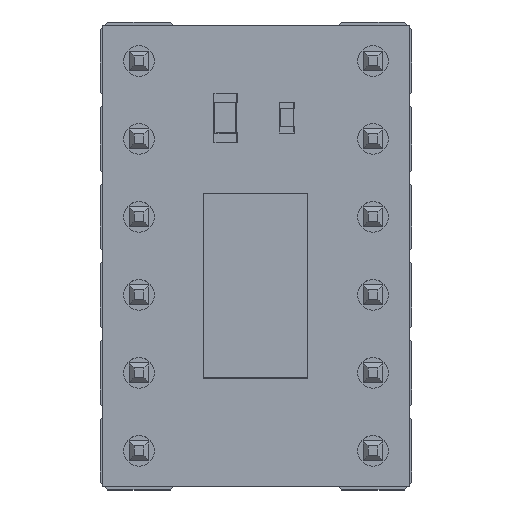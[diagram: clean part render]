
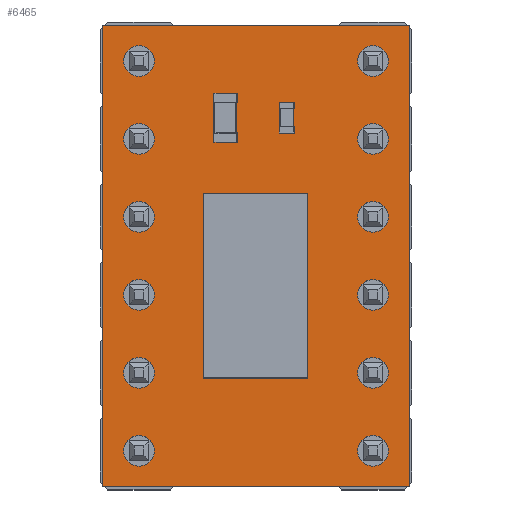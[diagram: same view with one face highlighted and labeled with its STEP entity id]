
A CAD part, top view. The second image highlights one B-rep face of the part: STEP entity #6465.
In plain terms, the highlighted planar face has unit normal (0, 0, 1).
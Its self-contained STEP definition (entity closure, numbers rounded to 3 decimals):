
#6221 = VERTEX_POINT('',#6222);
#6222 = CARTESIAN_POINT('',(155.,-107.5,1.6));
#6228 = EDGE_CURVE('',#6221,#6229,#6231,.T.);
#6229 = VERTEX_POINT('',#6230);
#6230 = CARTESIAN_POINT('',(145.,-107.5,1.6));
#6231 = LINE('',#6232,#6233);
#6232 = CARTESIAN_POINT('',(155.,-107.5,1.6));
#6233 = VECTOR('',#6234,1.);
#6234 = DIRECTION('',(-1.,0.,0.));
#6261 = VERTEX_POINT('',#6262);
#6262 = CARTESIAN_POINT('',(155.,-92.5,1.6));
#6268 = EDGE_CURVE('',#6261,#6221,#6269,.T.);
#6269 = LINE('',#6270,#6271);
#6270 = CARTESIAN_POINT('',(155.,-92.5,1.6));
#6271 = VECTOR('',#6272,1.);
#6272 = DIRECTION('',(0.,-1.,0.));
#6290 = EDGE_CURVE('',#6229,#6291,#6293,.T.);
#6291 = VERTEX_POINT('',#6292);
#6292 = CARTESIAN_POINT('',(145.,-92.5,1.6));
#6293 = LINE('',#6294,#6295);
#6294 = CARTESIAN_POINT('',(145.,-107.5,1.6));
#6295 = VECTOR('',#6296,1.);
#6296 = DIRECTION('',(0.,1.,0.));
#6465 = ADVANCED_FACE('',(#6466,#6477,#6488,#6499,#6510,#6521,#6532,
    #6543,#6554,#6565,#6576,#6587,#6598),#6609,.T.);
#6466 = FACE_BOUND('',#6467,.T.);
#6467 = EDGE_LOOP('',(#6468,#6469,#6470,#6476));
#6468 = ORIENTED_EDGE('',*,*,#6228,.F.);
#6469 = ORIENTED_EDGE('',*,*,#6268,.F.);
#6470 = ORIENTED_EDGE('',*,*,#6471,.F.);
#6471 = EDGE_CURVE('',#6291,#6261,#6472,.T.);
#6472 = LINE('',#6473,#6474);
#6473 = CARTESIAN_POINT('',(145.,-92.5,1.6));
#6474 = VECTOR('',#6475,1.);
#6475 = DIRECTION('',(1.,0.,0.));
#6476 = ORIENTED_EDGE('',*,*,#6290,.F.);
#6477 = FACE_BOUND('',#6478,.T.);
#6478 = EDGE_LOOP('',(#6479));
#6479 = ORIENTED_EDGE('',*,*,#6480,.T.);
#6480 = EDGE_CURVE('',#6481,#6481,#6483,.T.);
#6481 = VERTEX_POINT('',#6482);
#6482 = CARTESIAN_POINT('',(146.19,-106.85,1.6));
#6483 = CIRCLE('',#6484,0.5);
#6484 = AXIS2_PLACEMENT_3D('',#6485,#6486,#6487);
#6485 = CARTESIAN_POINT('',(146.19,-106.35,1.6));
#6486 = DIRECTION('',(-0.,0.,-1.));
#6487 = DIRECTION('',(-0.,-1.,0.));
#6488 = FACE_BOUND('',#6489,.T.);
#6489 = EDGE_LOOP('',(#6490));
#6490 = ORIENTED_EDGE('',*,*,#6491,.T.);
#6491 = EDGE_CURVE('',#6492,#6492,#6494,.T.);
#6492 = VERTEX_POINT('',#6493);
#6493 = CARTESIAN_POINT('',(146.19,-104.31,1.6));
#6494 = CIRCLE('',#6495,0.5);
#6495 = AXIS2_PLACEMENT_3D('',#6496,#6497,#6498);
#6496 = CARTESIAN_POINT('',(146.19,-103.81,1.6));
#6497 = DIRECTION('',(-0.,0.,-1.));
#6498 = DIRECTION('',(-0.,-1.,0.));
#6499 = FACE_BOUND('',#6500,.T.);
#6500 = EDGE_LOOP('',(#6501));
#6501 = ORIENTED_EDGE('',*,*,#6502,.T.);
#6502 = EDGE_CURVE('',#6503,#6503,#6505,.T.);
#6503 = VERTEX_POINT('',#6504);
#6504 = CARTESIAN_POINT('',(146.19,-101.77,1.6));
#6505 = CIRCLE('',#6506,0.5);
#6506 = AXIS2_PLACEMENT_3D('',#6507,#6508,#6509);
#6507 = CARTESIAN_POINT('',(146.19,-101.27,1.6));
#6508 = DIRECTION('',(-0.,0.,-1.));
#6509 = DIRECTION('',(-0.,-1.,0.));
#6510 = FACE_BOUND('',#6511,.T.);
#6511 = EDGE_LOOP('',(#6512));
#6512 = ORIENTED_EDGE('',*,*,#6513,.T.);
#6513 = EDGE_CURVE('',#6514,#6514,#6516,.T.);
#6514 = VERTEX_POINT('',#6515);
#6515 = CARTESIAN_POINT('',(153.81,-106.85,1.6));
#6516 = CIRCLE('',#6517,0.5);
#6517 = AXIS2_PLACEMENT_3D('',#6518,#6519,#6520);
#6518 = CARTESIAN_POINT('',(153.81,-106.35,1.6));
#6519 = DIRECTION('',(-0.,0.,-1.));
#6520 = DIRECTION('',(-0.,-1.,0.));
#6521 = FACE_BOUND('',#6522,.T.);
#6522 = EDGE_LOOP('',(#6523));
#6523 = ORIENTED_EDGE('',*,*,#6524,.T.);
#6524 = EDGE_CURVE('',#6525,#6525,#6527,.T.);
#6525 = VERTEX_POINT('',#6526);
#6526 = CARTESIAN_POINT('',(153.81,-104.31,1.6));
#6527 = CIRCLE('',#6528,0.5);
#6528 = AXIS2_PLACEMENT_3D('',#6529,#6530,#6531);
#6529 = CARTESIAN_POINT('',(153.81,-103.81,1.6));
#6530 = DIRECTION('',(-0.,0.,-1.));
#6531 = DIRECTION('',(-0.,-1.,0.));
#6532 = FACE_BOUND('',#6533,.T.);
#6533 = EDGE_LOOP('',(#6534));
#6534 = ORIENTED_EDGE('',*,*,#6535,.T.);
#6535 = EDGE_CURVE('',#6536,#6536,#6538,.T.);
#6536 = VERTEX_POINT('',#6537);
#6537 = CARTESIAN_POINT('',(153.81,-101.77,1.6));
#6538 = CIRCLE('',#6539,0.5);
#6539 = AXIS2_PLACEMENT_3D('',#6540,#6541,#6542);
#6540 = CARTESIAN_POINT('',(153.81,-101.27,1.6));
#6541 = DIRECTION('',(-0.,0.,-1.));
#6542 = DIRECTION('',(-0.,-1.,0.));
#6543 = FACE_BOUND('',#6544,.T.);
#6544 = EDGE_LOOP('',(#6545));
#6545 = ORIENTED_EDGE('',*,*,#6546,.T.);
#6546 = EDGE_CURVE('',#6547,#6547,#6549,.T.);
#6547 = VERTEX_POINT('',#6548);
#6548 = CARTESIAN_POINT('',(146.19,-99.23,1.6));
#6549 = CIRCLE('',#6550,0.5);
#6550 = AXIS2_PLACEMENT_3D('',#6551,#6552,#6553);
#6551 = CARTESIAN_POINT('',(146.19,-98.73,1.6));
#6552 = DIRECTION('',(-0.,0.,-1.));
#6553 = DIRECTION('',(-0.,-1.,0.));
#6554 = FACE_BOUND('',#6555,.T.);
#6555 = EDGE_LOOP('',(#6556));
#6556 = ORIENTED_EDGE('',*,*,#6557,.T.);
#6557 = EDGE_CURVE('',#6558,#6558,#6560,.T.);
#6558 = VERTEX_POINT('',#6559);
#6559 = CARTESIAN_POINT('',(146.19,-96.69,1.6));
#6560 = CIRCLE('',#6561,0.5);
#6561 = AXIS2_PLACEMENT_3D('',#6562,#6563,#6564);
#6562 = CARTESIAN_POINT('',(146.19,-96.19,1.6));
#6563 = DIRECTION('',(-0.,0.,-1.));
#6564 = DIRECTION('',(-0.,-1.,0.));
#6565 = FACE_BOUND('',#6566,.T.);
#6566 = EDGE_LOOP('',(#6567));
#6567 = ORIENTED_EDGE('',*,*,#6568,.T.);
#6568 = EDGE_CURVE('',#6569,#6569,#6571,.T.);
#6569 = VERTEX_POINT('',#6570);
#6570 = CARTESIAN_POINT('',(146.19,-94.15,1.6));
#6571 = CIRCLE('',#6572,0.5);
#6572 = AXIS2_PLACEMENT_3D('',#6573,#6574,#6575);
#6573 = CARTESIAN_POINT('',(146.19,-93.65,1.6));
#6574 = DIRECTION('',(-0.,0.,-1.));
#6575 = DIRECTION('',(-0.,-1.,0.));
#6576 = FACE_BOUND('',#6577,.T.);
#6577 = EDGE_LOOP('',(#6578));
#6578 = ORIENTED_EDGE('',*,*,#6579,.T.);
#6579 = EDGE_CURVE('',#6580,#6580,#6582,.T.);
#6580 = VERTEX_POINT('',#6581);
#6581 = CARTESIAN_POINT('',(153.81,-99.23,1.6));
#6582 = CIRCLE('',#6583,0.5);
#6583 = AXIS2_PLACEMENT_3D('',#6584,#6585,#6586);
#6584 = CARTESIAN_POINT('',(153.81,-98.73,1.6));
#6585 = DIRECTION('',(-0.,0.,-1.));
#6586 = DIRECTION('',(-0.,-1.,0.));
#6587 = FACE_BOUND('',#6588,.T.);
#6588 = EDGE_LOOP('',(#6589));
#6589 = ORIENTED_EDGE('',*,*,#6590,.T.);
#6590 = EDGE_CURVE('',#6591,#6591,#6593,.T.);
#6591 = VERTEX_POINT('',#6592);
#6592 = CARTESIAN_POINT('',(153.81,-96.69,1.6));
#6593 = CIRCLE('',#6594,0.5);
#6594 = AXIS2_PLACEMENT_3D('',#6595,#6596,#6597);
#6595 = CARTESIAN_POINT('',(153.81,-96.19,1.6));
#6596 = DIRECTION('',(-0.,0.,-1.));
#6597 = DIRECTION('',(-0.,-1.,0.));
#6598 = FACE_BOUND('',#6599,.T.);
#6599 = EDGE_LOOP('',(#6600));
#6600 = ORIENTED_EDGE('',*,*,#6601,.T.);
#6601 = EDGE_CURVE('',#6602,#6602,#6604,.T.);
#6602 = VERTEX_POINT('',#6603);
#6603 = CARTESIAN_POINT('',(153.81,-94.15,1.6));
#6604 = CIRCLE('',#6605,0.5);
#6605 = AXIS2_PLACEMENT_3D('',#6606,#6607,#6608);
#6606 = CARTESIAN_POINT('',(153.81,-93.65,1.6));
#6607 = DIRECTION('',(-0.,0.,-1.));
#6608 = DIRECTION('',(-0.,-1.,0.));
#6609 = PLANE('',#6610);
#6610 = AXIS2_PLACEMENT_3D('',#6611,#6612,#6613);
#6611 = CARTESIAN_POINT('',(0.,0.,1.6));
#6612 = DIRECTION('',(0.,0.,1.));
#6613 = DIRECTION('',(1.,0.,-0.));
